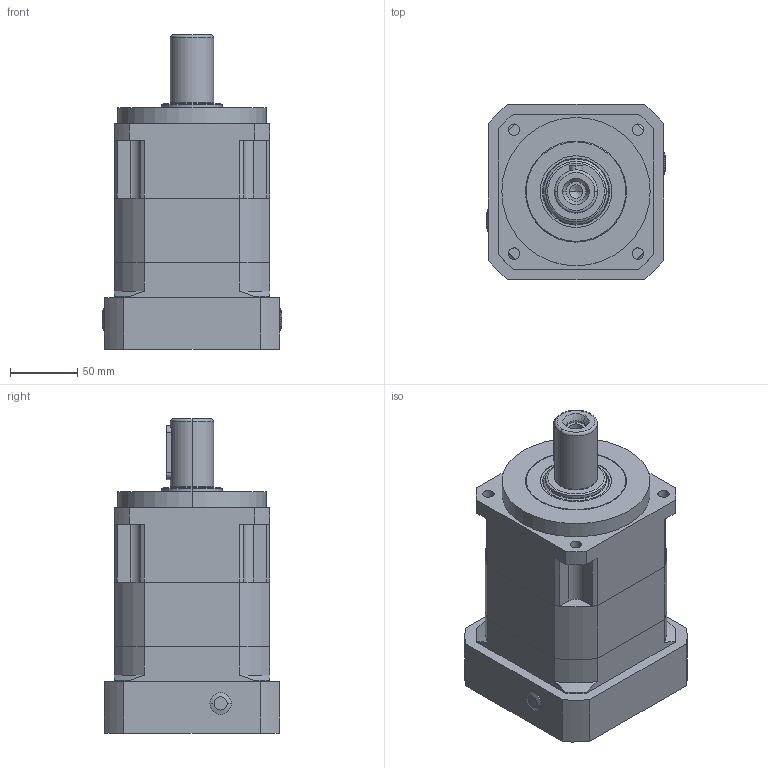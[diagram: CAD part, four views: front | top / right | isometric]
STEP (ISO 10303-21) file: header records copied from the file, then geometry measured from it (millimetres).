
FILE_DESCRIPTION (( 'STEP AP203' ), '1' );
FILE_NAME ('115蛌130邧僇俋夤.STEP', '2017-12-27T03:05:58', ( 'Sky123.Org' ), ( 'Sky123.Org' ), 'SwSTEP 2.0', 'SolidWorks 2012', '' );
FILE_SCHEMA (( 'CONFIG_CONTROL_DESIGN' ));
Length unit declared in the file: millimetre
Products named in the file (1): 115蛌130邧僇俋夤
Bounding box: 133 x 130 x 233 mm (x, y, z)
Volume: 2151605.6 mm3; surface area: 246284.9 mm2
Topology: 15 solids, 16 shells, 449 faces, 1103 edges, 702 vertices
Faces by surface type: cylinder 187, plane 155, cone 67, bspline 26, torus 10, sphere 4
Entity records: 16297 total; most frequent: CARTESIAN_POINT 5632, DIRECTION 2256, ORIENTED_EDGE 2182, EDGE_CURVE 1091, AXIS2_PLACEMENT_3D 884, VERTEX_POINT 702, EDGE_LOOP 519, VECTOR 488
